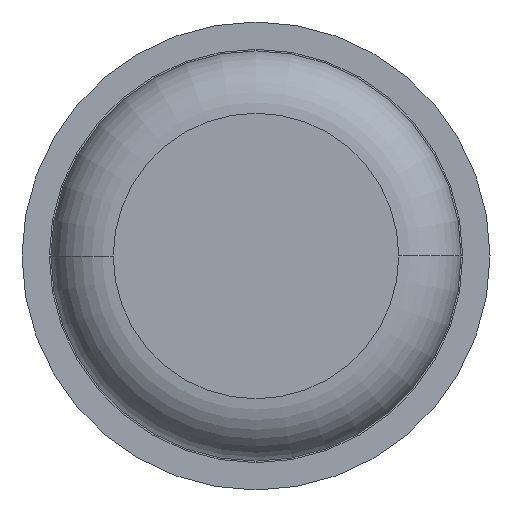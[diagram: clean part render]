
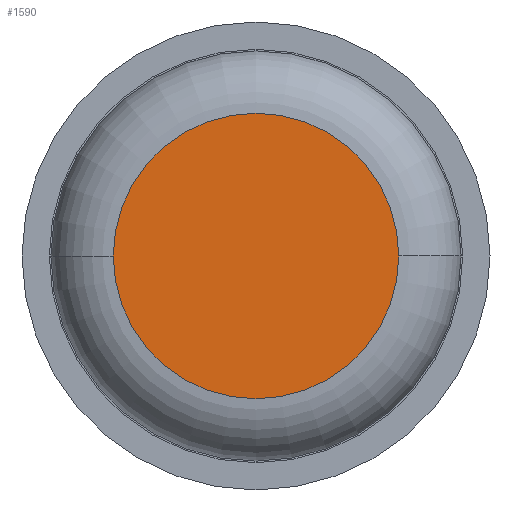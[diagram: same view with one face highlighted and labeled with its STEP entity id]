
A CAD part, front view. The second image highlights one B-rep face of the part: STEP entity #1590.
In plain terms, the highlighted planar face has unit normal (0, -1, 0).
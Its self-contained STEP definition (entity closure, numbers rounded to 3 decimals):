
#127 = CARTESIAN_POINT ( 'NONE',  ( 0., 0., 0. ) ) ;
#558 = AXIS2_PLACEMENT_3D ( 'NONE', #127, #3683, #2073 ) ;
#725 = ORIENTED_EDGE ( 'NONE', *, *, #1197, .T. ) ;
#824 = CARTESIAN_POINT ( 'NONE',  ( 0., 0., 0. ) ) ;
#1011 = EDGE_LOOP ( 'NONE', ( #725, #2566 ) ) ;
#1159 = CIRCLE ( 'NONE', #558, 0.915 ) ;
#1197 = EDGE_CURVE ( 'Defeature ausgef�hrt1_6+Defeature ausgef�hrt1_7+Defeature ausgef�hrt1_7+Defeature ausgef�hrt1_7', #4221, #3024, #1362, .T. ) ;
#1362 = CIRCLE ( 'NONE', #1527, 0.915 ) ;
#1445 = DIRECTION ( 'NONE',  ( -1., 0., 0. ) ) ;
#1527 = AXIS2_PLACEMENT_3D ( 'NONE', #824, #1800, #1445 ) ;
#1590 = ADVANCED_FACE ( 'Defeature ausgef�hrt1_6', ( #4135 ), #2028, .F. ) ;
#1800 = DIRECTION ( 'NONE',  ( 0., -1., 0. ) ) ;
#1891 = CARTESIAN_POINT ( 'NONE',  ( -0.915, 0., 0. ) ) ;
#1899 = EDGE_CURVE ( 'Defeature ausgef�hrt1_6+Defeature ausgef�hrt1_7+Defeature ausgef�hrt1_7+Defeature ausgef�hrt1_7', #3024, #4221, #1159, .T. ) ;
#2028 = PLANE ( 'NONE',  #3794 ) ;
#2045 = DIRECTION ( 'NONE',  ( 0., 1., 0. ) ) ;
#2073 = DIRECTION ( 'NONE',  ( -1., 0., 0. ) ) ;
#2360 = DIRECTION ( 'NONE',  ( -1., 0., 0. ) ) ;
#2566 = ORIENTED_EDGE ( 'NONE', *, *, #1899, .T. ) ;
#3024 = VERTEX_POINT ( 'NONE', #3819 ) ;
#3683 = DIRECTION ( 'NONE',  ( 0., -1., 0. ) ) ;
#3794 = AXIS2_PLACEMENT_3D ( 'NONE', #4010, #2045, #2360 ) ;
#3819 = CARTESIAN_POINT ( 'NONE',  ( 0.915, 0., 0. ) ) ;
#4010 = CARTESIAN_POINT ( 'NONE',  ( 0., 0., 0. ) ) ;
#4135 = FACE_OUTER_BOUND ( 'NONE', #1011, .T. ) ;
#4221 = VERTEX_POINT ( 'NONE', #1891 ) ;
